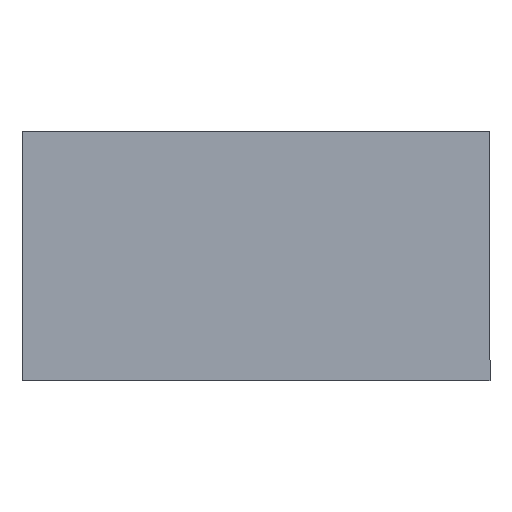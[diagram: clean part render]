
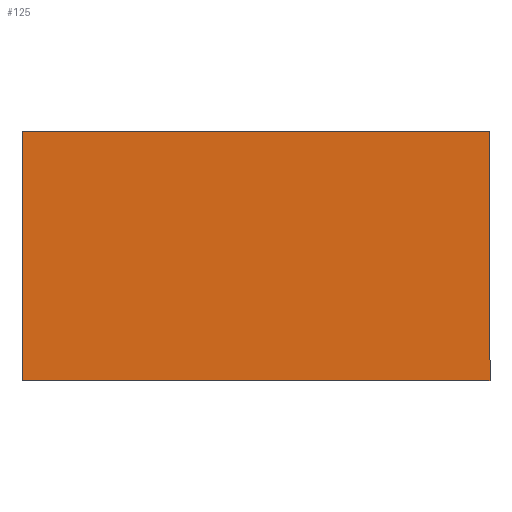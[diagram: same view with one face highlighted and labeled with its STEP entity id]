
A CAD part, front view. The second image highlights one B-rep face of the part: STEP entity #125.
In plain terms, the highlighted planar face has unit normal (0, -1, 0).
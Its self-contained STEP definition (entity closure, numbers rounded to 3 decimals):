
#18=PLANE('',#154);
#25=FACE_OUTER_BOUND('',#32,.T.);
#32=EDGE_LOOP('',(#100,#101,#102,#103));
#43=LINE('',#207,#56);
#44=LINE('',#210,#57);
#45=LINE('',#212,#58);
#46=LINE('',#213,#59);
#56=VECTOR('',#173,10.);
#57=VECTOR('',#176,10.);
#58=VECTOR('',#177,10.);
#59=VECTOR('',#178,10.);
#70=VERTEX_POINT('',#201);
#72=VERTEX_POINT('',#205);
#73=VERTEX_POINT('',#209);
#74=VERTEX_POINT('',#211);
#83=EDGE_CURVE('',#70,#72,#43,.T.);
#84=EDGE_CURVE('',#70,#73,#44,.T.);
#85=EDGE_CURVE('',#74,#72,#45,.T.);
#86=EDGE_CURVE('',#73,#74,#46,.T.);
#100=ORIENTED_EDGE('',*,*,#84,.F.);
#101=ORIENTED_EDGE('',*,*,#83,.T.);
#102=ORIENTED_EDGE('',*,*,#85,.F.);
#103=ORIENTED_EDGE('',*,*,#86,.F.);
#125=ADVANCED_FACE('',(#25),#18,.T.);
#154=AXIS2_PLACEMENT_3D('',#208,#174,#175);
#173=DIRECTION('',(0.,0.,1.));
#174=DIRECTION('center_axis',(0.,-1.,0.));
#175=DIRECTION('ref_axis',(1.,0.,0.));
#176=DIRECTION('',(-1.,0.,0.));
#177=DIRECTION('',(1.,0.,0.));
#178=DIRECTION('',(0.,0.,1.));
#201=CARTESIAN_POINT('',(7.5,-90.,0.));
#205=CARTESIAN_POINT('',(7.5,-90.,8.));
#207=CARTESIAN_POINT('',(7.5,-90.,0.));
#208=CARTESIAN_POINT('Origin',(-7.5,-90.,0.));
#209=CARTESIAN_POINT('',(-7.5,-90.,0.));
#210=CARTESIAN_POINT('',(7.5,-90.,0.));
#211=CARTESIAN_POINT('',(-7.5,-90.,8.));
#212=CARTESIAN_POINT('',(7.5,-90.,8.));
#213=CARTESIAN_POINT('',(-7.5,-90.,0.));
